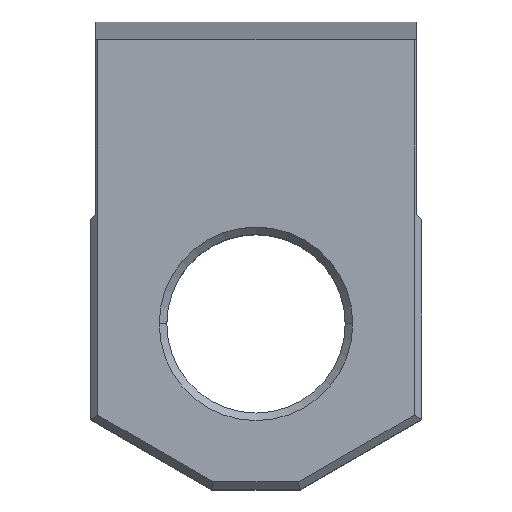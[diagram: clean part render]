
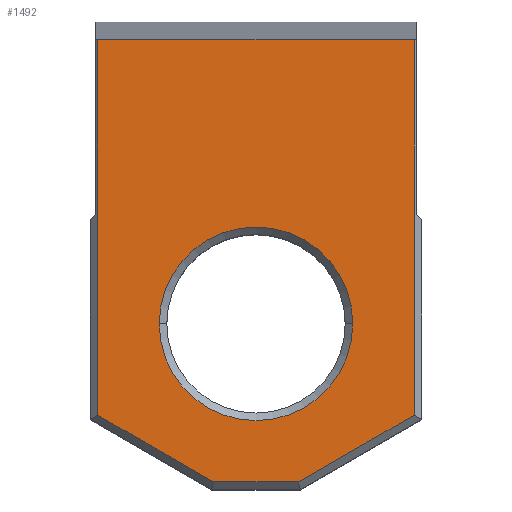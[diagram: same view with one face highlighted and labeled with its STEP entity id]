
A CAD part, top view. The second image highlights one B-rep face of the part: STEP entity #1492.
In plain terms, the highlighted planar face has unit normal (0, 0, 1).
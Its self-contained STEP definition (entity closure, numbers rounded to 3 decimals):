
#38 = DIRECTION ( 'NONE',  ( 0.866, 0.5, 0. ) ) ;
#44 = PLANE ( 'NONE',  #1666 ) ;
#58 = DIRECTION ( 'NONE',  ( 0., 1., 0. ) ) ;
#75 = VECTOR ( 'NONE', #58, 1000. ) ;
#103 = VECTOR ( 'NONE', #426, 1000. ) ;
#112 = EDGE_CURVE ( 'NONE', #1057, #589, #1358, .T. ) ;
#117 = VERTEX_POINT ( 'NONE', #1494 ) ;
#139 = ORIENTED_EDGE ( 'NONE', *, *, #1084, .T. ) ;
#144 = ORIENTED_EDGE ( 'NONE', *, *, #458, .T. ) ;
#151 = ORIENTED_EDGE ( 'NONE', *, *, #112, .T. ) ;
#155 = ORIENTED_EDGE ( 'NONE', *, *, #987, .T. ) ;
#159 = ORIENTED_EDGE ( 'NONE', *, *, #609, .T. ) ;
#184 = VECTOR ( 'NONE', #38, 1000. ) ;
#202 = ORIENTED_EDGE ( 'NONE', *, *, #1763, .T. ) ;
#211 = ORIENTED_EDGE ( 'NONE', *, *, #1784, .T. ) ;
#230 = VERTEX_POINT ( 'NONE', #711 ) ;
#260 = CARTESIAN_POINT ( 'NONE',  ( -1.605, 0.26, 0. ) ) ;
#269 = LINE ( 'NONE', #260, #1321 ) ;
#312 = CARTESIAN_POINT ( 'NONE',  ( 0., 6.55, 0. ) ) ;
#315 = ORIENTED_EDGE ( 'NONE', *, *, #1237, .T. ) ;
#421 = DIRECTION ( 'NONE',  ( 0., 0., -1. ) ) ;
#426 = DIRECTION ( 'NONE',  ( 0., -1., 0. ) ) ;
#458 = EDGE_CURVE ( 'NONE', #117, #889, #709, .T. ) ;
#474 = CIRCLE ( 'NONE', #1154, 3.825 ) ;
#533 = VERTEX_POINT ( 'NONE', #1275 ) ;
#589 = VERTEX_POINT ( 'NONE', #617 ) ;
#609 = EDGE_CURVE ( 'NONE', #958, #230, #269, .T. ) ;
#617 = CARTESIAN_POINT ( 'NONE',  ( 6.25, 2.942, 0. ) ) ;
#660 = CARTESIAN_POINT ( 'NONE',  ( 1.675, 0.3, 0. ) ) ;
#709 = CIRCLE ( 'NONE', #713, 3.825 ) ;
#711 = CARTESIAN_POINT ( 'NONE',  ( -1.675, 0.3, 0. ) ) ;
#713 = AXIS2_PLACEMENT_3D ( 'NONE', #789, #421, #1252 ) ;
#741 = CARTESIAN_POINT ( 'NONE',  ( 0.289, -0.5, 0. ) ) ;
#751 = CARTESIAN_POINT ( 'NONE',  ( 0., 0., 0. ) ) ;
#763 = CARTESIAN_POINT ( 'NONE',  ( 6.25, 0., 0. ) ) ;
#789 = CARTESIAN_POINT ( 'NONE',  ( 0., 6.55, 0. ) ) ;
#851 = LINE ( 'NONE', #763, #75 ) ;
#889 = VERTEX_POINT ( 'NONE', #1495 ) ;
#915 = FACE_BOUND ( 'NONE', #1048, .T. ) ;
#958 = VERTEX_POINT ( 'NONE', #1095 ) ;
#986 = VECTOR ( 'NONE', #1380, 1000. ) ;
#987 = EDGE_CURVE ( 'NONE', #589, #1790, #851, .T. ) ;
#1048 = EDGE_LOOP ( 'NONE', ( #139, #144 ) ) ;
#1057 = VERTEX_POINT ( 'NONE', #660 ) ;
#1084 = EDGE_CURVE ( 'NONE', #889, #117, #474, .T. ) ;
#1095 = CARTESIAN_POINT ( 'NONE',  ( -6.25, 2.942, 0. ) ) ;
#1154 = AXIS2_PLACEMENT_3D ( 'NONE', #312, #1710, #1166 ) ;
#1166 = DIRECTION ( 'NONE',  ( 1., 0., 0. ) ) ;
#1237 = EDGE_CURVE ( 'NONE', #533, #958, #1932, .T. ) ;
#1252 = DIRECTION ( 'NONE',  ( 1., 0., 0. ) ) ;
#1275 = CARTESIAN_POINT ( 'NONE',  ( -6.25, 17.766, 0. ) ) ;
#1308 = LINE ( 'NONE', #1312, #1471 ) ;
#1312 = CARTESIAN_POINT ( 'NONE',  ( 0., 0.3, 0. ) ) ;
#1315 = DIRECTION ( 'NONE',  ( 1., 0., 0. ) ) ;
#1321 = VECTOR ( 'NONE', #1942, 1000. ) ;
#1343 = LINE ( 'NONE', #1373, #986 ) ;
#1358 = LINE ( 'NONE', #741, #184 ) ;
#1363 = DIRECTION ( 'NONE',  ( 0., 0., 1. ) ) ;
#1373 = CARTESIAN_POINT ( 'NONE',  ( 0., 17.766, 0. ) ) ;
#1380 = DIRECTION ( 'NONE',  ( -1., 0., 0. ) ) ;
#1389 = CARTESIAN_POINT ( 'NONE',  ( 6.25, 17.766, 0. ) ) ;
#1471 = VECTOR ( 'NONE', #1315, 1000. ) ;
#1492 = ADVANCED_FACE ( 'NONE', ( #915, #1499 ), #44, .T. ) ;
#1494 = CARTESIAN_POINT ( 'NONE',  ( -3.825, 6.55, 0. ) ) ;
#1495 = CARTESIAN_POINT ( 'NONE',  ( 3.825, 6.55, 0. ) ) ;
#1499 = FACE_OUTER_BOUND ( 'NONE', #1985, .T. ) ;
#1666 = AXIS2_PLACEMENT_3D ( 'NONE', #751, #1363, #1904 ) ;
#1710 = DIRECTION ( 'NONE',  ( 0., 0., -1. ) ) ;
#1763 = EDGE_CURVE ( 'NONE', #230, #1057, #1308, .T. ) ;
#1784 = EDGE_CURVE ( 'NONE', #1790, #533, #1343, .T. ) ;
#1790 = VERTEX_POINT ( 'NONE', #1389 ) ;
#1800 = CARTESIAN_POINT ( 'NONE',  ( -6.25, 2.768, 0. ) ) ;
#1904 = DIRECTION ( 'NONE',  ( 1., 0., 0. ) ) ;
#1932 = LINE ( 'NONE', #1800, #103 ) ;
#1942 = DIRECTION ( 'NONE',  ( 0.866, -0.5, 0. ) ) ;
#1985 = EDGE_LOOP ( 'NONE', ( #151, #155, #211, #315, #159, #202 ) ) ;
